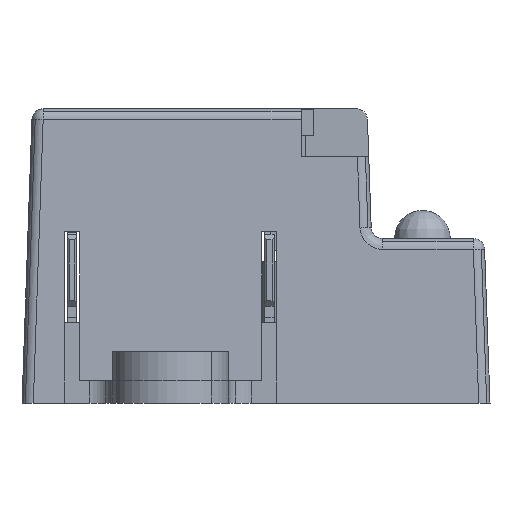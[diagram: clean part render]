
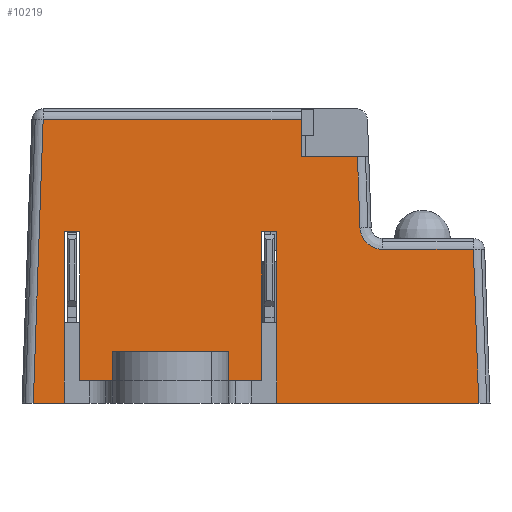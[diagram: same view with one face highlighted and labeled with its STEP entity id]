
A CAD part, left-side view. The second image highlights one B-rep face of the part: STEP entity #10219.
In plain terms, the highlighted face is planar.
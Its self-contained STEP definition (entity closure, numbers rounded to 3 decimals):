
#7806=CARTESIAN_POINT('',(-23.25,19.751,0.0));
#7807=VERTEX_POINT('',#7806);
#7815=CARTESIAN_POINT('',(-22.372,18.873,25.135));
#7816=VERTEX_POINT('',#7815);
#7817=CARTESIAN_POINT('',(-23.25,19.751,0.0));
#7818=DIRECTION('',(0.035,-0.035,0.999));
#7819=VECTOR('',#7818,25.166);
#7820=LINE('',#7817,#7819);
#7821=EDGE_CURVE('',#7807,#7816,#7820,.T.);
#8665=CARTESIAN_POINT('',(-22.706,-9.217,15.565));
#8666=VERTEX_POINT('',#8665);
#8674=CARTESIAN_POINT('',(-22.774,-11.216,13.635));
#8675=VERTEX_POINT('',#8674);
#8676=CARTESIAN_POINT('',(-22.704,-11.216,15.635));
#8677=DIRECTION('',(-0.999,0.,0.035));
#8678=DIRECTION('',(-0.035,0.,-0.999));
#8679=AXIS2_PLACEMENT_3D('',#8676,#8677,#8678);
#8680=ELLIPSE('',#8679,2.001,2.);
#8681=EDGE_CURVE('',#8666,#8675,#8680,.T.);
#8707=CARTESIAN_POINT('',(-22.487,-8.997,21.85));
#8708=VERTEX_POINT('',#8707);
#8716=CARTESIAN_POINT('',(-22.487,-8.997,21.85));
#8717=DIRECTION('',(-0.035,-0.035,-0.999));
#8718=VECTOR('',#8717,6.293);
#8719=LINE('',#8716,#8718);
#8720=EDGE_CURVE('',#8708,#8666,#8719,.T.);
#9040=CARTESIAN_POINT('',(-22.372,-4.,25.135));
#9041=VERTEX_POINT('',#9040);
#9042=CARTESIAN_POINT('',(-22.372,18.873,25.135));
#9043=DIRECTION('',(0.0,-1.0,0.0));
#9044=VECTOR('',#9043,22.873);
#9045=LINE('',#9042,#9044);
#9046=EDGE_CURVE('',#7816,#9041,#9045,.T.);
#9080=CARTESIAN_POINT('',(-22.774,-19.274,13.635));
#9081=VERTEX_POINT('',#9080);
#9209=CARTESIAN_POINT('',(-23.25,-19.751,0.0));
#9210=VERTEX_POINT('',#9209);
#9211=CARTESIAN_POINT('',(-22.774,-19.274,13.635));
#9212=DIRECTION('',(-0.035,-0.035,-0.999));
#9213=VECTOR('',#9212,13.652);
#9214=LINE('',#9211,#9213);
#9215=EDGE_CURVE('',#9081,#9210,#9214,.T.);
#9234=CARTESIAN_POINT('',(-22.774,-11.216,13.635));
#9235=DIRECTION('',(0.0,-1.0,0.0));
#9236=VECTOR('',#9235,8.059);
#9237=LINE('',#9234,#9236);
#9238=EDGE_CURVE('',#8675,#9081,#9237,.T.);
#9301=CARTESIAN_POINT('',(-23.25,17.0,0.0));
#9302=VERTEX_POINT('',#9301);
#9309=CARTESIAN_POINT('',(-23.25,17.0,0.0));
#9310=DIRECTION('',(0.0,1.0,0.0));
#9311=VECTOR('',#9310,2.751);
#9312=LINE('',#9309,#9311);
#9313=EDGE_CURVE('',#9302,#7807,#9312,.T.);
#9438=CARTESIAN_POINT('',(-23.25,-1.85,0.0));
#9439=VERTEX_POINT('',#9438);
#9440=CARTESIAN_POINT('',(-23.25,-19.751,0.0));
#9441=DIRECTION('',(0.0,1.0,0.0));
#9442=VECTOR('',#9441,17.901);
#9443=LINE('',#9440,#9442);
#9444=EDGE_CURVE('',#9210,#9439,#9443,.T.);
#9739=CARTESIAN_POINT('',(-22.719,-1.85,15.2));
#9740=VERTEX_POINT('',#9739);
#9747=CARTESIAN_POINT('',(-22.719,-0.5,15.2));
#9748=VERTEX_POINT('',#9747);
#9749=CARTESIAN_POINT('',(-22.719,-1.85,15.2));
#9750=DIRECTION('',(0.0,1.0,0.0));
#9751=VECTOR('',#9750,1.35);
#9752=LINE('',#9749,#9751);
#9753=EDGE_CURVE('',#9748,#9740,#9752,.F.);
#9771=CARTESIAN_POINT('',(-23.18,-0.5,2.));
#9772=VERTEX_POINT('',#9771);
#9773=CARTESIAN_POINT('',(-22.719,-0.5,15.2));
#9774=DIRECTION('',(-0.035,0.0,-0.999));
#9775=VECTOR('',#9774,13.208);
#9776=LINE('',#9773,#9775);
#9777=EDGE_CURVE('',#9772,#9748,#9776,.F.);
#9795=CARTESIAN_POINT('',(-23.18,15.65,2.));
#9796=VERTEX_POINT('',#9795);
#9797=CARTESIAN_POINT('',(-23.18,-0.5,2.));
#9798=DIRECTION('',(0.0,1.0,0.0));
#9799=VECTOR('',#9798,16.15);
#9800=LINE('',#9797,#9799);
#9801=EDGE_CURVE('',#9796,#9772,#9800,.F.);
#9819=CARTESIAN_POINT('',(-22.719,15.65,15.2));
#9820=VERTEX_POINT('',#9819);
#9821=CARTESIAN_POINT('',(-23.18,15.65,2.));
#9822=DIRECTION('',(0.035,0.0,0.999));
#9823=VECTOR('',#9822,13.208);
#9824=LINE('',#9821,#9823);
#9825=EDGE_CURVE('',#9820,#9796,#9824,.F.);
#9843=CARTESIAN_POINT('',(-22.719,17.,15.2));
#9844=VERTEX_POINT('',#9843);
#9845=CARTESIAN_POINT('',(-22.719,15.65,15.2));
#9846=DIRECTION('',(0.0,1.0,0.0));
#9847=VECTOR('',#9846,1.35);
#9848=LINE('',#9845,#9847);
#9849=EDGE_CURVE('',#9844,#9820,#9848,.F.);
#9867=CARTESIAN_POINT('',(-22.719,17.,15.2));
#9868=DIRECTION('',(-0.035,0.,-0.999));
#9869=VECTOR('',#9868,15.209);
#9870=LINE('',#9867,#9869);
#9871=EDGE_CURVE('',#9302,#9844,#9870,.F.);
#9883=CARTESIAN_POINT('',(-22.487,-4.,21.85));
#9884=VERTEX_POINT('',#9883);
#9885=CARTESIAN_POINT('',(-22.487,-4.,21.85));
#9886=DIRECTION('',(0.035,0.0,0.999));
#9887=VECTOR('',#9886,3.287);
#9888=LINE('',#9885,#9887);
#9889=EDGE_CURVE('',#9884,#9041,#9888,.T.);
#9949=CARTESIAN_POINT('',(-23.25,-1.85,0.0));
#9950=DIRECTION('',(0.035,0.0,0.999));
#9951=VECTOR('',#9950,15.209);
#9952=LINE('',#9949,#9951);
#9953=EDGE_CURVE('',#9740,#9439,#9952,.F.);
#9996=CARTESIAN_POINT('',(-22.487,-8.997,21.85));
#9997=DIRECTION('',(0.0,1.0,0.0));
#9998=VECTOR('',#9997,4.997);
#9999=LINE('',#9996,#9998);
#10000=EDGE_CURVE('',#8708,#9884,#9999,.T.);
#10195=CARTESIAN_POINT('',(-23.25,-20.75,0.0));
#10196=DIRECTION('',(-0.999,0.0,0.035));
#10197=DIRECTION('',(0.035,0.0,0.999));
#10198=AXIS2_PLACEMENT_3D('',#10195,#10196,#10197);
#10199=PLANE('',#10198);
#10200=ORIENTED_EDGE('',*,*,#7821,.F.);
#10201=ORIENTED_EDGE('',*,*,#9313,.F.);
#10202=ORIENTED_EDGE('',*,*,#9871,.T.);
#10203=ORIENTED_EDGE('',*,*,#9849,.T.);
#10204=ORIENTED_EDGE('',*,*,#9825,.T.);
#10205=ORIENTED_EDGE('',*,*,#9801,.T.);
#10206=ORIENTED_EDGE('',*,*,#9777,.T.);
#10207=ORIENTED_EDGE('',*,*,#9753,.T.);
#10208=ORIENTED_EDGE('',*,*,#9953,.T.);
#10209=ORIENTED_EDGE('',*,*,#9444,.F.);
#10210=ORIENTED_EDGE('',*,*,#9215,.F.);
#10211=ORIENTED_EDGE('',*,*,#9238,.F.);
#10212=ORIENTED_EDGE('',*,*,#8681,.F.);
#10213=ORIENTED_EDGE('',*,*,#8720,.F.);
#10214=ORIENTED_EDGE('',*,*,#10000,.T.);
#10215=ORIENTED_EDGE('',*,*,#9889,.T.);
#10216=ORIENTED_EDGE('',*,*,#9046,.F.);
#10217=EDGE_LOOP('',(#10200,#10201,#10202,#10203,#10204,#10205,#10206,#10207,#10208,#10209,#10210,#10211,#10212,#10213,#10214,#10215,#10216));
#10218=FACE_OUTER_BOUND('',#10217,.T.);
#10219=ADVANCED_FACE('',(#10218),#10199,.T.);
